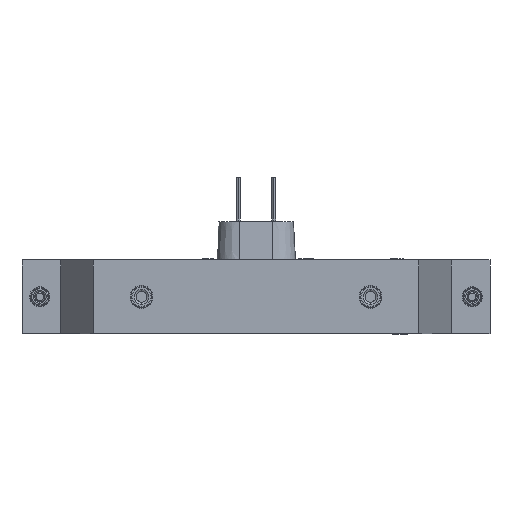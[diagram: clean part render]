
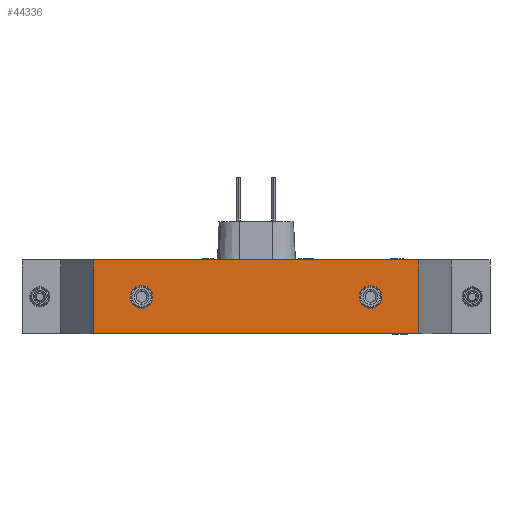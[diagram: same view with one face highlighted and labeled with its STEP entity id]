
A CAD part, front view. The second image highlights one B-rep face of the part: STEP entity #44336.
In plain terms, the highlighted planar face has unit normal (0, -1, 0).
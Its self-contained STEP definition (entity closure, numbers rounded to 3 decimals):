
#925 = DIRECTION ( 'NONE',  ( 1., 0., 0. ) ) ;
#2964 = DIRECTION ( 'NONE',  ( 0., 0., -1. ) ) ;
#4753 = EDGE_CURVE ( 'NONE', #110073, #102007, #89526, .T. ) ;
#10510 = ORIENTED_EDGE ( 'NONE', *, *, #90829, .F. ) ;
#11884 = EDGE_LOOP ( 'NONE', ( #55043, #56547 ) ) ;
#12660 = CIRCLE ( 'NONE', #98133, 9. ) ;
#13703 = CARTESIAN_POINT ( 'NONE',  ( 128., -158., -29. ) ) ;
#14452 = FACE_BOUND ( 'NONE', #84555, .T. ) ;
#23791 = CIRCLE ( 'NONE', #51517, 9. ) ;
#24655 = ORIENTED_EDGE ( 'NONE', *, *, #111287, .F. ) ;
#24726 = CARTESIAN_POINT ( 'NONE',  ( 128., -158., -29. ) ) ;
#25414 = EDGE_CURVE ( 'NONE', #67090, #78616, #78346, .T. ) ;
#26191 = ORIENTED_EDGE ( 'NONE', *, *, #53375, .F. ) ;
#28683 = VERTEX_POINT ( 'NONE', #58246 ) ;
#28915 = CARTESIAN_POINT ( 'NONE',  ( -128., -158., -29. ) ) ;
#33640 = ORIENTED_EDGE ( 'NONE', *, *, #25414, .T. ) ;
#34139 = VECTOR ( 'NONE', #93825, 1000. ) ;
#36060 = CARTESIAN_POINT ( 'NONE',  ( 90., -158., -9. ) ) ;
#36800 = PLANE ( 'NONE',  #74185 ) ;
#39637 = CARTESIAN_POINT ( 'NONE',  ( -128., -158., -29. ) ) ;
#43352 = EDGE_CURVE ( 'NONE', #98107, #67090, #69133, .T. ) ;
#44336 = ADVANCED_FACE ( 'NONE', ( #14452, #111629, #63393 ), #36800, .T. ) ;
#45028 = DIRECTION ( 'NONE',  ( 0., -1., 0. ) ) ;
#46078 = DIRECTION ( 'NONE',  ( 0., 0., -1. ) ) ;
#46828 = DIRECTION ( 'NONE',  ( 0., -1., 0. ) ) ;
#47954 = CARTESIAN_POINT ( 'NONE',  ( -90., -158., -9. ) ) ;
#48902 = DIRECTION ( 'NONE',  ( 0., 0., 1. ) ) ;
#51225 = EDGE_LOOP ( 'NONE', ( #33640, #10510, #61034, #63838 ) ) ;
#51517 = AXIS2_PLACEMENT_3D ( 'NONE', #112606, #58278, #2964 ) ;
#52244 = VECTOR ( 'NONE', #48902, 1000. ) ;
#53375 = EDGE_CURVE ( 'NONE', #110534, #102716, #102982, .T. ) ;
#54142 = VECTOR ( 'NONE', #106914, 1000. ) ;
#55043 = ORIENTED_EDGE ( 'NONE', *, *, #4753, .F. ) ;
#56547 = ORIENTED_EDGE ( 'NONE', *, *, #102094, .F. ) ;
#57261 = CARTESIAN_POINT ( 'NONE',  ( -128., -158., 29. ) ) ;
#58246 = CARTESIAN_POINT ( 'NONE',  ( -128., -158., 29. ) ) ;
#58278 = DIRECTION ( 'NONE',  ( 0., -1., 0. ) ) ;
#58546 = LINE ( 'NONE', #57261, #34139 ) ;
#60164 = DIRECTION ( 'NONE',  ( 0., 0., -1. ) ) ;
#60559 = DIRECTION ( 'NONE',  ( 0., -1., 0. ) ) ;
#60965 = CARTESIAN_POINT ( 'NONE',  ( -90., -158., 0. ) ) ;
#61034 = ORIENTED_EDGE ( 'NONE', *, *, #88350, .F. ) ;
#63393 = FACE_OUTER_BOUND ( 'NONE', #51225, .T. ) ;
#63838 = ORIENTED_EDGE ( 'NONE', *, *, #43352, .T. ) ;
#65835 = CARTESIAN_POINT ( 'NONE',  ( -90., -158., 9. ) ) ;
#67090 = VERTEX_POINT ( 'NONE', #13703 ) ;
#69133 = LINE ( 'NONE', #28915, #90508 ) ;
#72795 = AXIS2_PLACEMENT_3D ( 'NONE', #101220, #46828, #110340 ) ;
#73129 = CARTESIAN_POINT ( 'NONE',  ( -128., -158., -29. ) ) ;
#74185 = AXIS2_PLACEMENT_3D ( 'NONE', #73129, #100496, #46078 ) ;
#76465 = LINE ( 'NONE', #39637, #52244 ) ;
#77618 = CARTESIAN_POINT ( 'NONE',  ( 90., -158., 9. ) ) ;
#78346 = LINE ( 'NONE', #24726, #54142 ) ;
#78616 = VERTEX_POINT ( 'NONE', #94309 ) ;
#84555 = EDGE_LOOP ( 'NONE', ( #24655, #26191 ) ) ;
#88350 = EDGE_CURVE ( 'NONE', #98107, #28683, #76465, .T. ) ;
#89526 = CIRCLE ( 'NONE', #91979, 9. ) ;
#90508 = VECTOR ( 'NONE', #925, 1000. ) ;
#90829 = EDGE_CURVE ( 'NONE', #28683, #78616, #58546, .T. ) ;
#91979 = AXIS2_PLACEMENT_3D ( 'NONE', #60965, #60559, #60164 ) ;
#93825 = DIRECTION ( 'NONE',  ( 1., 0., 0. ) ) ;
#94309 = CARTESIAN_POINT ( 'NONE',  ( 128., -158., 29. ) ) ;
#98107 = VERTEX_POINT ( 'NONE', #111066 ) ;
#98133 = AXIS2_PLACEMENT_3D ( 'NONE', #99476, #45028, #108543 ) ;
#99476 = CARTESIAN_POINT ( 'NONE',  ( 90., -158., 0. ) ) ;
#100496 = DIRECTION ( 'NONE',  ( 0., -1., 0. ) ) ;
#101220 = CARTESIAN_POINT ( 'NONE',  ( 90., -158., 0. ) ) ;
#102007 = VERTEX_POINT ( 'NONE', #65835 ) ;
#102094 = EDGE_CURVE ( 'NONE', #102007, #110073, #23791, .T. ) ;
#102716 = VERTEX_POINT ( 'NONE', #36060 ) ;
#102982 = CIRCLE ( 'NONE', #72795, 9. ) ;
#106914 = DIRECTION ( 'NONE',  ( 0., 0., 1. ) ) ;
#108543 = DIRECTION ( 'NONE',  ( 0., 0., -1. ) ) ;
#110073 = VERTEX_POINT ( 'NONE', #47954 ) ;
#110340 = DIRECTION ( 'NONE',  ( 0., 0., -1. ) ) ;
#110534 = VERTEX_POINT ( 'NONE', #77618 ) ;
#111066 = CARTESIAN_POINT ( 'NONE',  ( -128., -158., -29. ) ) ;
#111287 = EDGE_CURVE ( 'NONE', #102716, #110534, #12660, .T. ) ;
#111629 = FACE_BOUND ( 'NONE', #11884, .T. ) ;
#112606 = CARTESIAN_POINT ( 'NONE',  ( -90., -158., 0. ) ) ;
